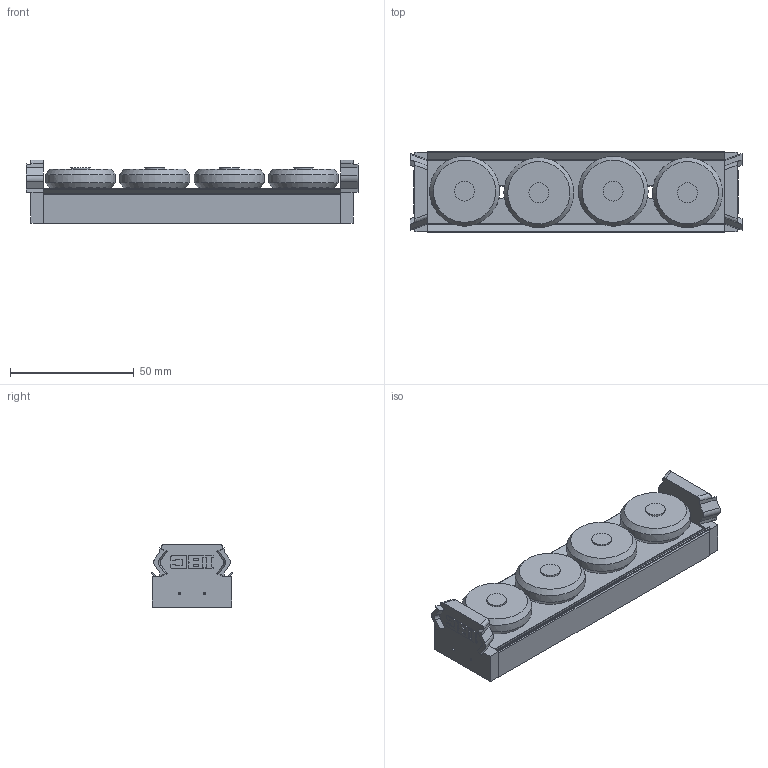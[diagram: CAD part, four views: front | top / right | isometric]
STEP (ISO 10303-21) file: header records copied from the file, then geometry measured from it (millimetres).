
FILE_DESCRIPTION((''),'2;1');
FILE_NAME('D-CL 35-22-A.2RS.AXS.stp','2017-04-18T08:53:56',('USpaeth'),(''),'Autodesk Inventor 2012','Autodesk Inventor 2012','');
FILE_SCHEMA(('AUTOMOTIVE_DESIGN { 1 0 10303 214 1 1 1 1 }'));
Length unit declared in the file: millimetre
Products named in the file (5): D-CL 35-22-A.2RS.AXS; LL.CL 35-22-A; Dummy 28-35 ; D-ABS X35; Abstreiferlippe-120mm
Assembly tree (9 placements, depth 2):
  D-CL 35-22-A.2RS.AXS
    LL.CL 35-22-A
    Dummy 28-35   x4
    D-ABS X35  x2
    Abstreiferlippe-120mm  x2
Bounding box: 134 x 33.08 x 25.8 mm (x, y, z)
Volume: 70843.1 mm3; surface area: 33272.3 mm2
Topology: 9 solids, 9 shells, 314 faces, 784 edges, 518 vertices
Faces by surface type: plane 192, cylinder 84, cone 22, bspline 16
Full cylindrical faces by diameter (mm): 0.5 x2, 1 x4, 3.242 x4, 4.917 x2, 5.5 x4, 8 x4, 9 x4, 12 x8, 17 x4
Entity records: 5317 total; most frequent: CARTESIAN_POINT 1088, DIRECTION 844, ORIENTED_EDGE 772, EDGE_CURVE 386, AXIS2_PLACEMENT_3D 291, VERTEX_POINT 278, VECTOR 262, LINE 262
